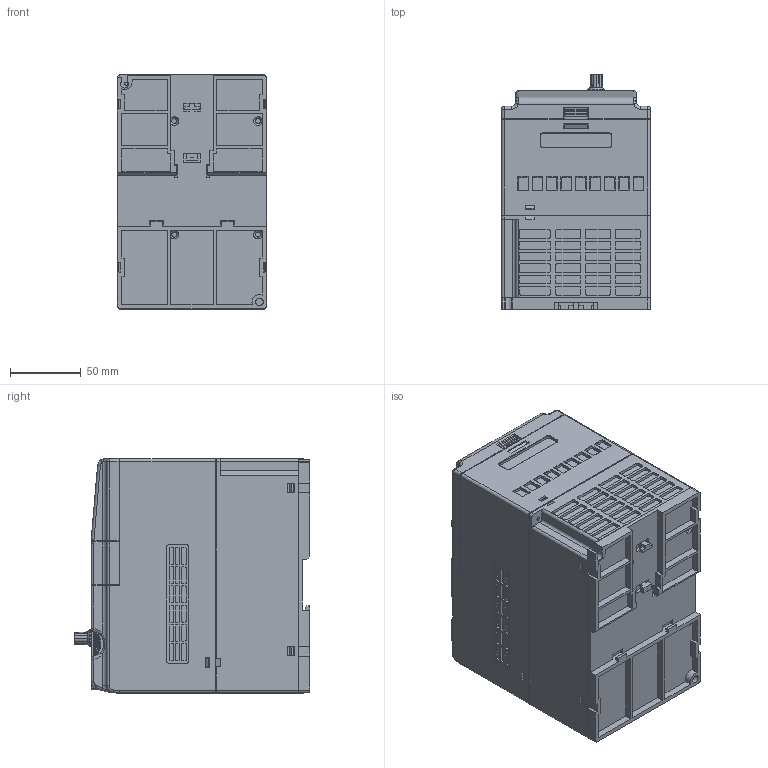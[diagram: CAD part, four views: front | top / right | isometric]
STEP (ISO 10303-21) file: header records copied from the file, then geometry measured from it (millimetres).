
FILE_DESCRIPTION (( 'STEP AP203' ), '1' );
FILE_NAME ('À150_ãàáàðèò 2.STEP', '2023-08-24T09:38:44', ( '' ), ( '' ), 'SwSTEP 2.0', 'SolidWorks 2022', '' );
FILE_SCHEMA (( 'CONFIG_CONTROL_DESIGN' ));
Length unit declared in the file: millimetre
Products named in the file (1): А150_габарит 2
Bounding box: 105 x 165.7 x 165 mm (x, y, z)
Volume: 2269009.5 mm3; surface area: 348222.6 mm2
Topology: 2 solids, 6 shells, 2402 faces, 6681 edges, 4308 vertices
Faces by surface type: plane 1585, cylinder 617, cone 100, torus 88, sphere 6, bspline 6
Entity records: 78636 total; most frequent: CARTESIAN_POINT 15449, ORIENTED_EDGE 13350, DIRECTION 12896, EDGE_CURVE 6675, VECTOR 5034, LINE 5034, VERTEX_POINT 4308, AXIS2_PLACEMENT_3D 3931
